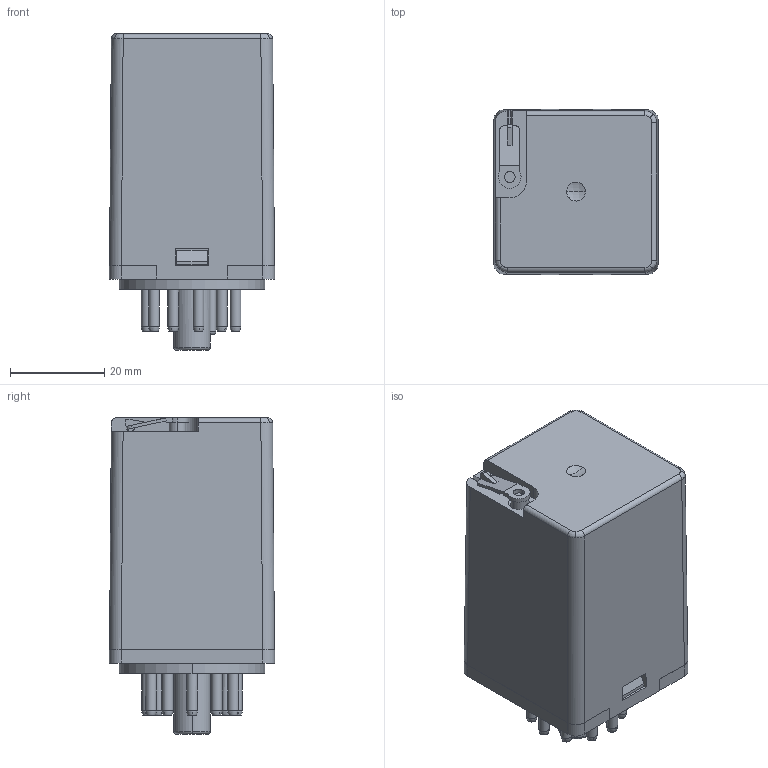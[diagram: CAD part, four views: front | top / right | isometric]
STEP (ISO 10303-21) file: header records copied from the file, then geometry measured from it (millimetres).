
FILE_DESCRIPTION (( 'STEP AP214' ), '1' );
FILE_NAME ('R15 3P.STEP', '2015-02-10T08:35:22', ( '' ), ( '' ), 'SwSTEP 2.0', 'SolidWorks 2012', '' );
FILE_SCHEMA (( 'AUTOMOTIVE_DESIGN' ));
Length unit declared in the file: millimetre
Products named in the file (1): R15 3P
Bounding box: 35.05 x 35.05 x 67.1 mm (x, y, z)
Volume: 63327 mm3; surface area: 12777.8 mm2
Topology: 2 solids, 2 shells, 389 faces, 995 edges, 649 vertices
Faces by surface type: plane 142, cylinder 121, torus 92, cone 24, bspline 10
Entity records: 14910 total; most frequent: CARTESIAN_POINT 2697, DIRECTION 2099, ORIENTED_EDGE 1990, EDGE_CURVE 995, AXIS2_PLACEMENT_3D 833, VERTEX_POINT 649, CIRCLE 453, LINE 433
